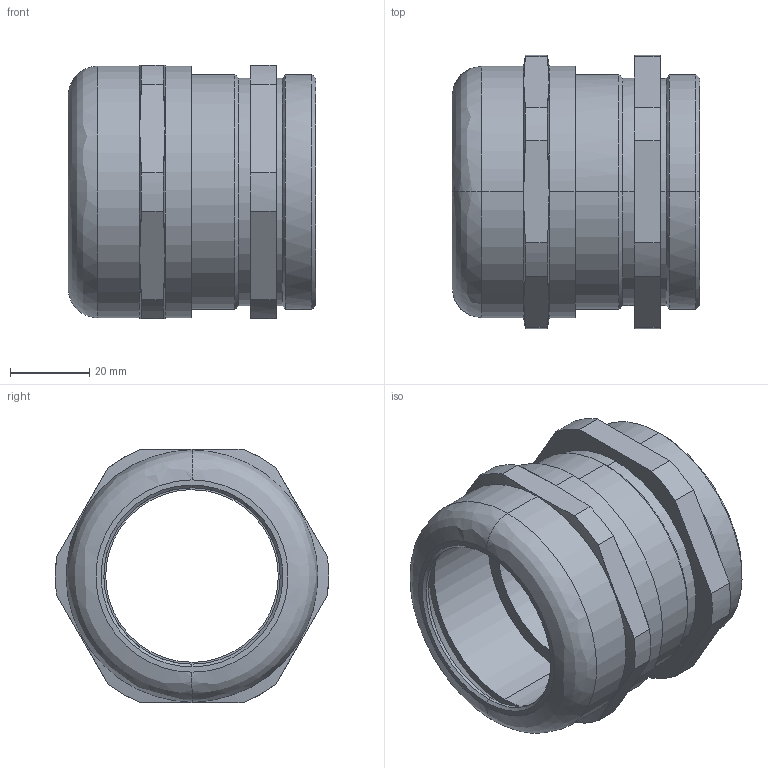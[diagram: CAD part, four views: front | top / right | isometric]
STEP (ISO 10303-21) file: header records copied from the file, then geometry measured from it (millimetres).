
FILE_DESCRIPTION(/* description */ (''),/* implementation_level */ '2;1');
FILE_NAME(/* name */ '2085704',/* time_stamp */ '2016-02-24T18:23:25+01:00',/* author */ (''),/* organization */ (''),/* preprocessor_version */ 'ST-DEVELOPER v15',/* originating_system */ '',/* authorisation */ '');
FILE_SCHEMA (('CONFIG_CONTROL_DESIGN'));
Length unit declared in the file: millimetre
Products named in the file (2): Document; Block 01
Assembly tree (1 placements, depth 2):
  Document
    Block 01
Bounding box: 62.5 x 68.99 x 64 mm (x, y, z)
Volume: 52263.3 mm3; surface area: 49840.4 mm2
Topology: 2 solids, 3 shells, 102 faces, 244 edges, 144 vertices
Faces by surface type: bspline 76, plane 26
Entity records: 4500 total; most frequent: CARTESIAN_POINT 2979, ORIENTED_EDGE 464, EDGE_CURVE 244, VERTEX_POINT 144, EDGE_LOOP 116, ADVANCED_FACE 102, FACE_OUTER_BOUND 102, B_SPLINE_CURVE_WITH_KNOTS 64
